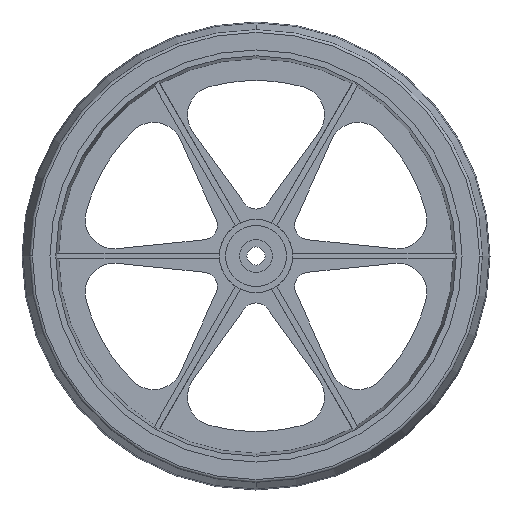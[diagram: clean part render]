
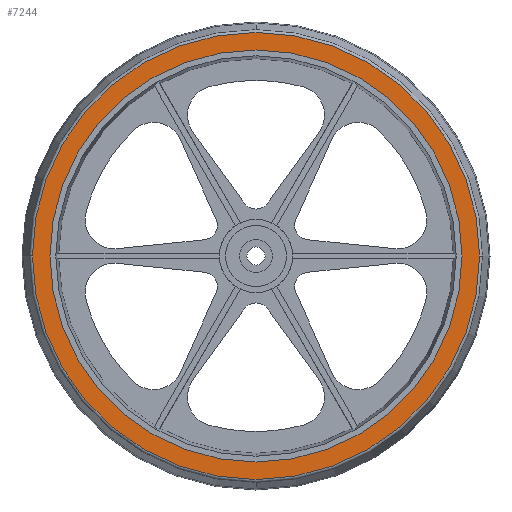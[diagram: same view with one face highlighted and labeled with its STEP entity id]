
A CAD part, front view. The second image highlights one B-rep face of the part: STEP entity #7244.
In plain terms, the highlighted planar face has unit normal (0, -1, 0).
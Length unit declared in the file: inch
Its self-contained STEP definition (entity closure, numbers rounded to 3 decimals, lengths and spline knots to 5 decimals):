
#6853=CARTESIAN_POINT('',(0.0,0.3875,-3.52207));
#6854=VERTEX_POINT('',#6853);
#6870=CARTESIAN_POINT('',(0.,0.3875,3.52207));
#6871=VERTEX_POINT('',#6870);
#6878=CARTESIAN_POINT('',(0.0,0.3875,0.0));
#6879=DIRECTION('',(0.0,-1.0,0.0));
#6880=DIRECTION('',(0.0,0.0,-1.0));
#6881=AXIS2_PLACEMENT_3D('',#6878,#6879,#6880);
#6882=CIRCLE('',#6881,3.52207);
#6883=EDGE_CURVE('',#6871,#6854,#6882,.T.);
#6895=CARTESIAN_POINT('',(-3.82115,0.3875,0.));
#6896=VERTEX_POINT('',#6895);
#6922=CARTESIAN_POINT('',(3.82115,0.3875,0.));
#6923=VERTEX_POINT('',#6922);
#6931=CARTESIAN_POINT('',(0.0,0.3875,-3.82115));
#6932=VERTEX_POINT('',#6931);
#6933=CARTESIAN_POINT('',(0.0,0.3875,0.0));
#6934=DIRECTION('',(0.0,-1.0,0.0));
#6935=DIRECTION('',(0.0,0.0,-1.0));
#6936=AXIS2_PLACEMENT_3D('',#6933,#6934,#6935);
#6937=CIRCLE('',#6936,3.82115);
#6938=EDGE_CURVE('',#6932,#6923,#6937,.T.);
#6940=CARTESIAN_POINT('',(0.0,0.3875,0.0));
#6941=DIRECTION('',(0.0,-1.0,0.0));
#6942=DIRECTION('',(0.0,0.0,-1.0));
#6943=AXIS2_PLACEMENT_3D('',#6940,#6941,#6942);
#6944=CIRCLE('',#6943,3.82115);
#6945=EDGE_CURVE('',#6896,#6932,#6944,.T.);
#7211=CARTESIAN_POINT('',(0.0,0.3875,0.0));
#7212=DIRECTION('',(0.0,-1.0,0.0));
#7213=DIRECTION('',(0.0,0.0,-1.0));
#7214=AXIS2_PLACEMENT_3D('',#7211,#7212,#7213);
#7215=CIRCLE('',#7214,3.82115);
#7216=EDGE_CURVE('',#6923,#6896,#7215,.T.);
#7224=CARTESIAN_POINT('',(0.0,0.3875,-3.67161));
#7225=DIRECTION('',(0.0,-1.0,0.0));
#7226=DIRECTION('',(-1.0,0.0,0.0));
#7227=AXIS2_PLACEMENT_3D('',#7224,#7225,#7226);
#7228=PLANE('',#7227);
#7229=ORIENTED_EDGE('',*,*,#6938,.T.);
#7230=ORIENTED_EDGE('',*,*,#7216,.T.);
#7231=ORIENTED_EDGE('',*,*,#6945,.T.);
#7232=EDGE_LOOP('',(#7229,#7230,#7231));
#7233=FACE_OUTER_BOUND('',#7232,.T.);
#7234=CARTESIAN_POINT('',(0.0,0.3875,0.0));
#7235=DIRECTION('',(0.0,-1.0,0.0));
#7236=DIRECTION('',(0.0,0.0,-1.0));
#7237=AXIS2_PLACEMENT_3D('',#7234,#7235,#7236);
#7238=CIRCLE('',#7237,3.52207);
#7239=EDGE_CURVE('',#6854,#6871,#7238,.T.);
#7240=ORIENTED_EDGE('',*,*,#7239,.F.);
#7241=ORIENTED_EDGE('',*,*,#6883,.F.);
#7242=EDGE_LOOP('',(#7240,#7241));
#7243=FACE_BOUND('',#7242,.T.);
#7244=ADVANCED_FACE('',(#7233,#7243),#7228,.T.);
